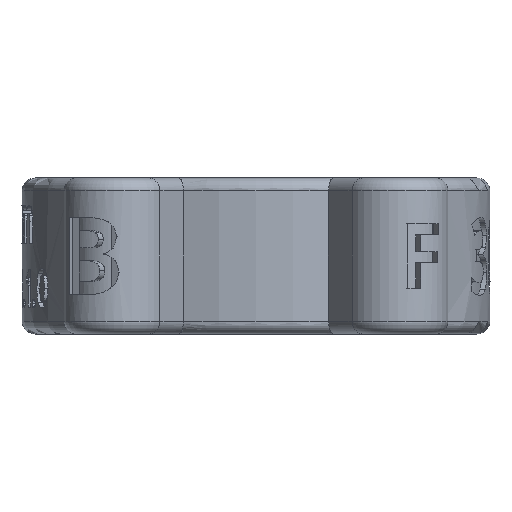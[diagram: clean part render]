
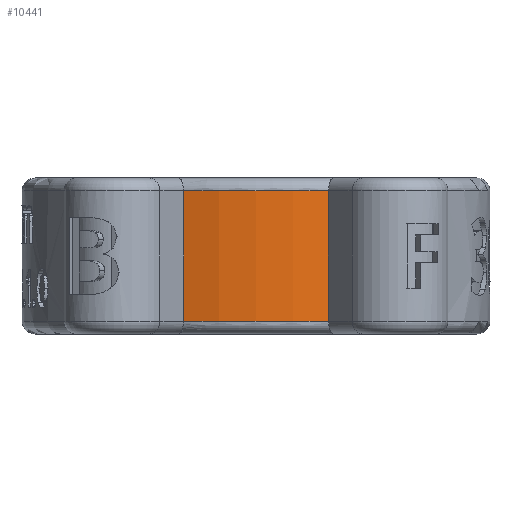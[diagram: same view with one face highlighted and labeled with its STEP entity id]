
A CAD part, front view. The second image highlights one B-rep face of the part: STEP entity #10441.
In plain terms, the highlighted cylindrical face has radius 18 mm (diameter 36 mm), a partial arc.
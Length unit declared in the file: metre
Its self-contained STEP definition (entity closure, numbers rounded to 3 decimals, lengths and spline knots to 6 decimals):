
#1006=CYLINDRICAL_SURFACE('',#11246,0.018);
#1242=LINE('',#15844,#1963);
#1243=LINE('',#15849,#1964);
#1963=VECTOR('',#12277,1.);
#1964=VECTOR('',#12280,1.);
#3169=ORIENTED_EDGE('',*,*,#6370,.T.);
#3170=ORIENTED_EDGE('',*,*,#6371,.T.);
#3171=ORIENTED_EDGE('',*,*,#6372,.F.);
#3172=ORIENTED_EDGE('',*,*,#6373,.T.);
#6370=EDGE_CURVE('',#7975,#7976,#1242,.T.);
#6371=EDGE_CURVE('',#7976,#7977,#8714,.T.);
#6372=EDGE_CURVE('',#7978,#7977,#1243,.T.);
#6373=EDGE_CURVE('',#7978,#7975,#8715,.F.);
#7975=VERTEX_POINT('',#15845);
#7976=VERTEX_POINT('',#15846);
#7977=VERTEX_POINT('',#15848);
#7978=VERTEX_POINT('',#15850);
#8714=CIRCLE('',#11247,0.018);
#8715=CIRCLE('',#11248,0.018);
#8920=EDGE_LOOP('',(#3169,#3170,#3171,#3172));
#9590=FACE_BOUND('',#8920,.T.);
#10441=ADVANCED_FACE('',(#9590),#1006,.T.);
#11246=AXIS2_PLACEMENT_3D('',#15843,#12275,#12276);
#11247=AXIS2_PLACEMENT_3D('',#15847,#12278,#12279);
#11248=AXIS2_PLACEMENT_3D('',#15851,#12281,#12282);
#12275=DIRECTION('',(0.,0.,-1.));
#12276=DIRECTION('',(-1.,0.,0.));
#12277=DIRECTION('',(0.,0.,-1.));
#12278=DIRECTION('',(0.,0.,1.));
#12279=DIRECTION('',(1.,0.,0.));
#12280=DIRECTION('',(0.,0.,-1.));
#12281=DIRECTION('',(0.,0.,1.));
#12282=DIRECTION('',(1.,0.,0.));
#15843=CARTESIAN_POINT('',(0.,0.,0.005));
#15844=CARTESIAN_POINT('',(-0.005569,-0.017117,0.005));
#15845=CARTESIAN_POINT('',(-0.005569,-0.017117,0.005));
#15846=CARTESIAN_POINT('',(-0.005569,-0.017117,-0.005));
#15847=CARTESIAN_POINT('',(0.,0.,-0.005));
#15848=CARTESIAN_POINT('',(0.005569,-0.017117,-0.005));
#15849=CARTESIAN_POINT('',(0.005569,-0.017117,0.005));
#15850=CARTESIAN_POINT('',(0.005569,-0.017117,0.005));
#15851=CARTESIAN_POINT('',(0.,0.,0.005));
